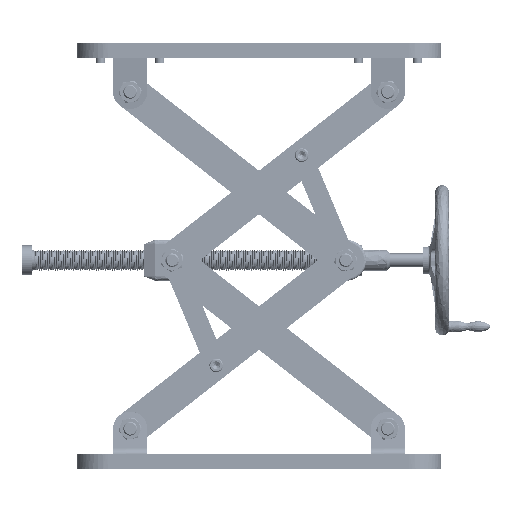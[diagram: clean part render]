
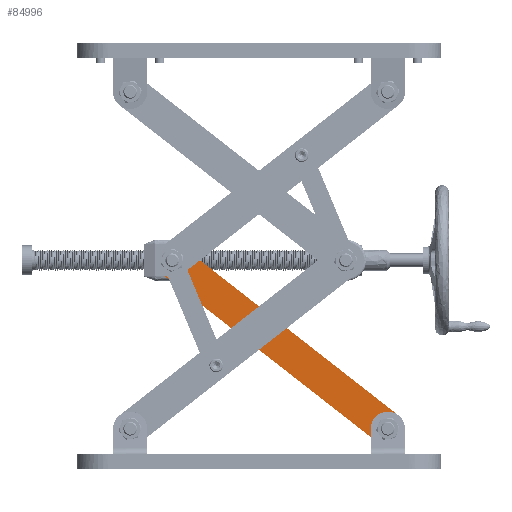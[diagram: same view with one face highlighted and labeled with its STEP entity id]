
A CAD part, left-side view. The second image highlights one B-rep face of the part: STEP entity #84996.
In plain terms, the highlighted free-form (B-spline) face has degree [1, 1] with [2, 2] control points.
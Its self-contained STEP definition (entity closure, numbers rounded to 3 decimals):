
#84806 = VERTEX_POINT('',#84807);
#84807 = CARTESIAN_POINT('',(-200.523,600.106,
    -365.19));
#84812 = EDGE_CURVE('',#84806,#84813,#84815,.T.);
#84813 = VERTEX_POINT('',#84814);
#84814 = CARTESIAN_POINT('',(-200.523,622.258,
    -347.885));
#84815 = ( BOUNDED_CURVE() B_SPLINE_CURVE(2,(#84816,#84817,#84818,#84819
,#84820),.UNSPECIFIED.,.F.,.F.) B_SPLINE_CURVE_WITH_KNOTS((3,2,3),(
    3.142,4.712,6.283),
.PIECEWISE_BEZIER_KNOTS.) CURVE() GEOMETRIC_REPRESENTATION_ITEM() 
RATIONAL_B_SPLINE_CURVE((1.,0.707,1.,0.707,1.)) 
REPRESENTATION_ITEM('') );
#84816 = CARTESIAN_POINT('',(-200.523,600.106,
    -365.19));
#84817 = CARTESIAN_POINT('',(-200.523,608.759,
    -376.266));
#84818 = CARTESIAN_POINT('',(-200.523,619.835,
    -367.614));
#84819 = CARTESIAN_POINT('',(-200.523,630.911,
    -358.961));
#84820 = CARTESIAN_POINT('',(-200.523,622.258,
    -347.885));
#84854 = VERTEX_POINT('',#84855);
#84855 = CARTESIAN_POINT('',(-200.523,245.668,
    -642.081));
#84860 = EDGE_CURVE('',#84854,#84861,#84863,.T.);
#84861 = VERTEX_POINT('',#84862);
#84862 = CARTESIAN_POINT('',(-200.523,267.821,
    -624.775));
#84863 = ( BOUNDED_CURVE() B_SPLINE_CURVE(2,(#84864,#84865,#84866,#84867
,#84868),.UNSPECIFIED.,.F.,.F.) B_SPLINE_CURVE_WITH_KNOTS((3,2,3),(
    3.142,4.712,6.283),
.PIECEWISE_BEZIER_KNOTS.) CURVE() GEOMETRIC_REPRESENTATION_ITEM() 
RATIONAL_B_SPLINE_CURVE((1.,0.707,1.,0.707,1.)) 
REPRESENTATION_ITEM('') );
#84864 = CARTESIAN_POINT('',(-200.523,245.668,
    -642.081));
#84865 = CARTESIAN_POINT('',(-200.523,254.321,
    -653.157));
#84866 = CARTESIAN_POINT('',(-200.523,265.397,
    -644.504));
#84867 = CARTESIAN_POINT('',(-200.523,276.473,
    -635.851));
#84868 = CARTESIAN_POINT('',(-200.523,267.821,
    -624.775));
#84910 = VERTEX_POINT('',#84911);
#84911 = CARTESIAN_POINT('',(-200.523,234.592,
    -650.734));
#84916 = EDGE_CURVE('',#84910,#84917,#84919,.T.);
#84917 = VERTEX_POINT('',#84918);
#84918 = CARTESIAN_POINT('',(-200.523,274.05,
    -655.58));
#84919 = ( BOUNDED_CURVE() B_SPLINE_CURVE(2,(#84920,#84921,#84922),
.UNSPECIFIED.,.F.,.F.) B_SPLINE_CURVE_WITH_KNOTS((3,3),(3.142,
4.712),.PIECEWISE_BEZIER_KNOTS.) CURVE() 
GEOMETRIC_REPRESENTATION_ITEM() RATIONAL_B_SPLINE_CURVE((1.,
0.707,1.)) REPRESENTATION_ITEM('') );
#84920 = CARTESIAN_POINT('',(-200.523,234.592,
    -650.734));
#84921 = CARTESIAN_POINT('',(-200.523,251.898,
    -672.886));
#84922 = CARTESIAN_POINT('',(-200.523,274.05,
    -655.58));
#84996 = ADVANCED_FACE('',(#84997,#85030,#85041),#85052,.F.);
#84997 = FACE_BOUND('',#84998,.T.);
#84998 = EDGE_LOOP('',(#84999,#85007,#85014,#85024,#85029));
#84999 = ORIENTED_EDGE('',*,*,#85000,.F.);
#85000 = EDGE_CURVE('',#85001,#84910,#85003,.T.);
#85001 = VERTEX_POINT('',#85002);
#85002 = CARTESIAN_POINT('',(-200.523,239.439,
    -611.276));
#85003 = ( BOUNDED_CURVE() B_SPLINE_CURVE(2,(#85004,#85005,#85006),
.UNSPECIFIED.,.F.,.F.) B_SPLINE_CURVE_WITH_KNOTS((3,3),(1.571,
3.142),.PIECEWISE_BEZIER_KNOTS.) CURVE() 
GEOMETRIC_REPRESENTATION_ITEM() RATIONAL_B_SPLINE_CURVE((1.,
0.707,1.)) REPRESENTATION_ITEM('') );
#85004 = CARTESIAN_POINT('',(-200.523,239.439,
    -611.276));
#85005 = CARTESIAN_POINT('',(-200.523,217.286,
    -628.581));
#85006 = CARTESIAN_POINT('',(-200.523,234.592,
    -650.734));
#85007 = ORIENTED_EDGE('',*,*,#85008,.F.);
#85008 = EDGE_CURVE('',#85009,#85001,#85011,.T.);
#85009 = VERTEX_POINT('',#85010);
#85010 = CARTESIAN_POINT('',(-200.523,593.876,
    -334.385));
#85011 = B_SPLINE_CURVE_WITH_KNOTS('',1,(#85012,#85013),.UNSPECIFIED.,
  .F.,.F.,(2,2),(-480.,-0.),.PIECEWISE_BEZIER_KNOTS.);
#85012 = CARTESIAN_POINT('',(-200.523,593.876,
    -334.385));
#85013 = CARTESIAN_POINT('',(-200.523,239.439,
    -611.276));
#85014 = ORIENTED_EDGE('',*,*,#85015,.F.);
#85015 = EDGE_CURVE('',#85016,#85009,#85018,.T.);
#85016 = VERTEX_POINT('',#85017);
#85017 = CARTESIAN_POINT('',(-200.523,628.488,
    -378.69));
#85018 = ( BOUNDED_CURVE() B_SPLINE_CURVE(2,(#85019,#85020,#85021,#85022
,#85023),.UNSPECIFIED.,.F.,.F.) B_SPLINE_CURVE_WITH_KNOTS((3,2,3),(
    4.712,6.283,7.854),
.PIECEWISE_BEZIER_KNOTS.) CURVE() GEOMETRIC_REPRESENTATION_ITEM() 
RATIONAL_B_SPLINE_CURVE((1.,0.707,1.,0.707,1.)) 
REPRESENTATION_ITEM('') );
#85019 = CARTESIAN_POINT('',(-200.523,628.488,
    -378.69));
#85020 = CARTESIAN_POINT('',(-200.523,650.64,
    -361.384));
#85021 = CARTESIAN_POINT('',(-200.523,633.334,
    -339.232));
#85022 = CARTESIAN_POINT('',(-200.523,616.029,
    -317.08));
#85023 = CARTESIAN_POINT('',(-200.523,593.876,
    -334.385));
#85024 = ORIENTED_EDGE('',*,*,#85025,.F.);
#85025 = EDGE_CURVE('',#84917,#85016,#85026,.T.);
#85026 = B_SPLINE_CURVE_WITH_KNOTS('',1,(#85027,#85028),.UNSPECIFIED.,
  .F.,.F.,(2,2),(0.,480.),.PIECEWISE_BEZIER_KNOTS.);
#85027 = CARTESIAN_POINT('',(-200.523,274.05,
    -655.58));
#85028 = CARTESIAN_POINT('',(-200.523,628.488,
    -378.69));
#85029 = ORIENTED_EDGE('',*,*,#84916,.F.);
#85030 = FACE_BOUND('',#85031,.T.);
#85031 = EDGE_LOOP('',(#85032,#85033));
#85032 = ORIENTED_EDGE('',*,*,#84860,.T.);
#85033 = ORIENTED_EDGE('',*,*,#85034,.T.);
#85034 = EDGE_CURVE('',#84861,#84854,#85035,.T.);
#85035 = ( BOUNDED_CURVE() B_SPLINE_CURVE(2,(#85036,#85037,#85038,#85039
,#85040),.UNSPECIFIED.,.F.,.F.) B_SPLINE_CURVE_WITH_KNOTS((3,2,3),(0.,
1.571,3.142),.PIECEWISE_BEZIER_KNOTS.) CURVE() 
GEOMETRIC_REPRESENTATION_ITEM() RATIONAL_B_SPLINE_CURVE((1.,
0.707,1.,0.707,1.)) REPRESENTATION_ITEM('') );
#85036 = CARTESIAN_POINT('',(-200.523,267.821,
    -624.775));
#85037 = CARTESIAN_POINT('',(-200.523,259.168,
    -613.699));
#85038 = CARTESIAN_POINT('',(-200.523,248.092,
    -622.352));
#85039 = CARTESIAN_POINT('',(-200.523,237.015,
    -631.005));
#85040 = CARTESIAN_POINT('',(-200.523,245.668,
    -642.081));
#85041 = FACE_BOUND('',#85042,.T.);
#85042 = EDGE_LOOP('',(#85043,#85044));
#85043 = ORIENTED_EDGE('',*,*,#84812,.T.);
#85044 = ORIENTED_EDGE('',*,*,#85045,.T.);
#85045 = EDGE_CURVE('',#84813,#84806,#85046,.T.);
#85046 = ( BOUNDED_CURVE() B_SPLINE_CURVE(2,(#85047,#85048,#85049,#85050
,#85051),.UNSPECIFIED.,.F.,.F.) B_SPLINE_CURVE_WITH_KNOTS((3,2,3),(0.,
1.571,3.142),.PIECEWISE_BEZIER_KNOTS.) CURVE() 
GEOMETRIC_REPRESENTATION_ITEM() RATIONAL_B_SPLINE_CURVE((1.,
0.707,1.,0.707,1.)) REPRESENTATION_ITEM('') );
#85047 = CARTESIAN_POINT('',(-200.523,622.258,
    -347.885));
#85048 = CARTESIAN_POINT('',(-200.523,613.605,
    -336.808));
#85049 = CARTESIAN_POINT('',(-200.523,602.529,
    -345.461));
#85050 = CARTESIAN_POINT('',(-200.523,591.453,
    -354.114));
#85051 = CARTESIAN_POINT('',(-200.523,600.106,
    -365.19));
#85052 = B_SPLINE_SURFACE_WITH_KNOTS('',1,1,(
    (#85053,#85054)
    ,(#85055,#85056
  )),.UNSPECIFIED.,.F.,.F.,.F.,(2,2),(2,2),(-30.,510.),(-30.,30.),
  .PIECEWISE_BEZIER_KNOTS.);
#85053 = CARTESIAN_POINT('',(-200.523,251.898,
    -672.886));
#85054 = CARTESIAN_POINT('',(-200.523,217.286,
    -628.581));
#85055 = CARTESIAN_POINT('',(-200.523,650.64,
    -361.384));
#85056 = CARTESIAN_POINT('',(-200.523,616.029,
    -317.08));
